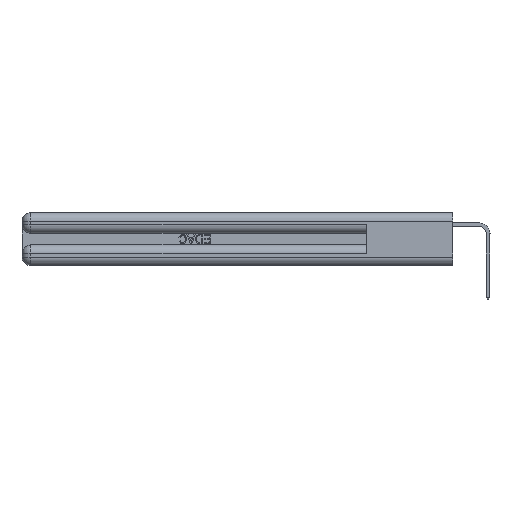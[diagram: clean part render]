
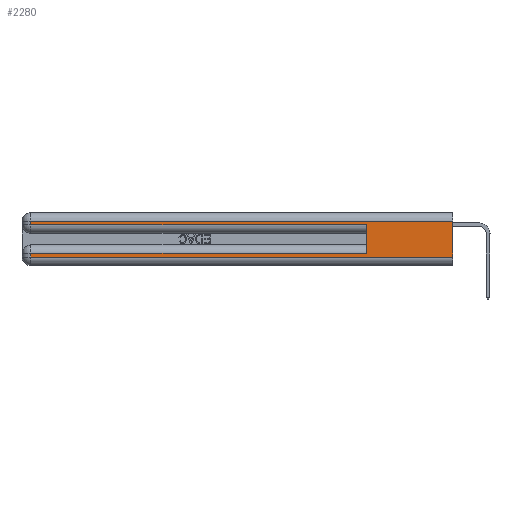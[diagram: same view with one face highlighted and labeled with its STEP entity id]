
A CAD part, left-side view. The second image highlights one B-rep face of the part: STEP entity #2280.
In plain terms, the highlighted planar face has unit normal (-1, 0, 0).
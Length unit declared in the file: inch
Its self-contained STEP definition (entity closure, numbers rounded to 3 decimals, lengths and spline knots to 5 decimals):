
#1380 = CARTESIAN_POINT ( 'NONE',  ( 0., 2.94, 0.37 ) ) ;
#2280 = ADVANCED_FACE ( 'NONE', ( #6147 ), #23964, .F. ) ;
#3258 = CARTESIAN_POINT ( 'NONE',  ( 0., 0., 0.06 ) ) ;
#5191 = ORIENTED_EDGE ( 'NONE', *, *, #6171, .T. ) ;
#6147 = FACE_OUTER_BOUND ( 'NONE', #29717, .T. ) ;
#6171 = EDGE_CURVE ( 'NONE', #25204, #44861, #8303, .T. ) ;
#7573 = LINE ( 'NONE', #3258, #25933 ) ;
#7613 = DIRECTION ( 'NONE',  ( 0., -1., 0. ) ) ;
#7639 = ORIENTED_EDGE ( 'NONE', *, *, #40580, .F. ) ;
#8303 = LINE ( 'NONE', #50792, #27991 ) ;
#8403 = ORIENTED_EDGE ( 'NONE', *, *, #8699, .F. ) ;
#8699 = EDGE_CURVE ( 'NONE', #38713, #50264, #44298, .T. ) ;
#9129 = CARTESIAN_POINT ( 'NONE',  ( 0., 0., 0.37 ) ) ;
#9888 = VECTOR ( 'NONE', #27567, 39.37008 ) ;
#11674 = DIRECTION ( 'NONE',  ( 0., -1., 0. ) ) ;
#13543 = EDGE_CURVE ( 'NONE', #38713, #17919, #41766, .T. ) ;
#13561 = DIRECTION ( 'NONE',  ( 0., 0., -1. ) ) ;
#14340 = ORIENTED_EDGE ( 'NONE', *, *, #30080, .T. ) ;
#14837 = CARTESIAN_POINT ( 'NONE',  ( 0., 2.94, 0.06 ) ) ;
#16893 = CARTESIAN_POINT ( 'NONE',  ( 0., 0.6, 0.145 ) ) ;
#17919 = VERTEX_POINT ( 'NONE', #41399 ) ;
#18361 = VECTOR ( 'NONE', #7613, 39.37008 ) ;
#18890 = CARTESIAN_POINT ( 'NONE',  ( 0., 0., 0.06 ) ) ;
#19066 = ORIENTED_EDGE ( 'NONE', *, *, #21601, .T. ) ;
#19508 = VECTOR ( 'NONE', #28098, 39.37008 ) ;
#19679 = LINE ( 'NONE', #36758, #18361 ) ;
#21179 = VERTEX_POINT ( 'NONE', #53111 ) ;
#21601 = EDGE_CURVE ( 'NONE', #17919, #21179, #32318, .T. ) ;
#23964 = PLANE ( 'NONE',  #33787 ) ;
#24233 = VERTEX_POINT ( 'NONE', #14837 ) ;
#25204 = VERTEX_POINT ( 'NONE', #34123 ) ;
#25933 = VECTOR ( 'NONE', #11674, 39.37008 ) ;
#26488 = DIRECTION ( 'NONE',  ( 0., 0., -1. ) ) ;
#27567 = DIRECTION ( 'NONE',  ( 0., 0., -1. ) ) ;
#27991 = VECTOR ( 'NONE', #38440, 39.37008 ) ;
#28098 = DIRECTION ( 'NONE',  ( 0., 1., 0. ) ) ;
#28163 = DIRECTION ( 'NONE',  ( 0., 0., -1. ) ) ;
#28886 = LINE ( 'NONE', #16893, #51054 ) ;
#29717 = EDGE_LOOP ( 'NONE', ( #8403, #41879, #19066, #14340, #7639, #5191, #42586, #51991 ) ) ;
#30080 = EDGE_CURVE ( 'NONE', #21179, #35084, #19679, .T. ) ;
#31560 = CARTESIAN_POINT ( 'NONE',  ( 0., 2.94, 0.37 ) ) ;
#32186 = LINE ( 'NONE', #31560, #9888 ) ;
#32318 = LINE ( 'NONE', #1380, #53154 ) ;
#33138 = VECTOR ( 'NONE', #13561, 39.37008 ) ;
#33787 = AXIS2_PLACEMENT_3D ( 'NONE', #48980, #53110, #28163 ) ;
#33985 = CARTESIAN_POINT ( 'NONE',  ( 0., 2.94, 0.085 ) ) ;
#34123 = CARTESIAN_POINT ( 'NONE',  ( 0., 0.6, 0.085 ) ) ;
#35084 = VERTEX_POINT ( 'NONE', #48278 ) ;
#36758 = CARTESIAN_POINT ( 'NONE',  ( 0., 0., 0.285 ) ) ;
#37140 = EDGE_CURVE ( 'NONE', #24233, #50264, #7573, .T. ) ;
#38440 = DIRECTION ( 'NONE',  ( 0., 1., 0. ) ) ;
#38713 = VERTEX_POINT ( 'NONE', #52082 ) ;
#40267 = EDGE_CURVE ( 'NONE', #44861, #24233, #32186, .T. ) ;
#40580 = EDGE_CURVE ( 'NONE', #25204, #35084, #28886, .T. ) ;
#41399 = CARTESIAN_POINT ( 'NONE',  ( 0., 2.94, 0.31 ) ) ;
#41766 = LINE ( 'NONE', #48915, #19508 ) ;
#41879 = ORIENTED_EDGE ( 'NONE', *, *, #13543, .T. ) ;
#42586 = ORIENTED_EDGE ( 'NONE', *, *, #40267, .T. ) ;
#44298 = LINE ( 'NONE', #9129, #33138 ) ;
#44861 = VERTEX_POINT ( 'NONE', #33985 ) ;
#46165 = DIRECTION ( 'NONE',  ( 0., 0., 1. ) ) ;
#48278 = CARTESIAN_POINT ( 'NONE',  ( 0., 0.6, 0.285 ) ) ;
#48915 = CARTESIAN_POINT ( 'NONE',  ( 0., 0., 0.31 ) ) ;
#48980 = CARTESIAN_POINT ( 'NONE',  ( 0., 0., 0.37 ) ) ;
#50264 = VERTEX_POINT ( 'NONE', #18890 ) ;
#50792 = CARTESIAN_POINT ( 'NONE',  ( 0., 0., 0.085 ) ) ;
#51054 = VECTOR ( 'NONE', #46165, 39.37008 ) ;
#51991 = ORIENTED_EDGE ( 'NONE', *, *, #37140, .T. ) ;
#52082 = CARTESIAN_POINT ( 'NONE',  ( 0., 0., 0.31 ) ) ;
#53110 = DIRECTION ( 'NONE',  ( 1., 0., 0. ) ) ;
#53111 = CARTESIAN_POINT ( 'NONE',  ( 0., 2.94, 0.285 ) ) ;
#53154 = VECTOR ( 'NONE', #26488, 39.37008 ) ;
